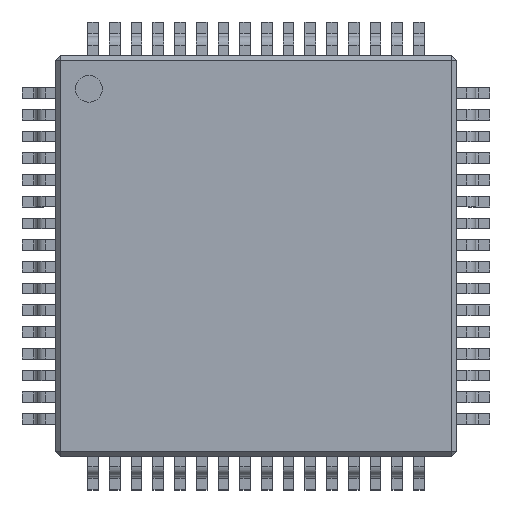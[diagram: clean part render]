
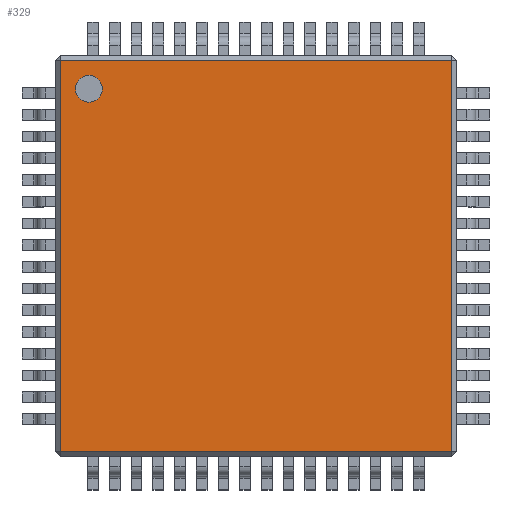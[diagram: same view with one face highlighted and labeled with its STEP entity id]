
A CAD part, top view. The second image highlights one B-rep face of the part: STEP entity #329.
In plain terms, the highlighted planar face has unit normal (0, 0, 1).
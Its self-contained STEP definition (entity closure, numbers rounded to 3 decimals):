
#13=DIRECTION('',(0.,0.,1.));
#14=DIRECTION('',(1.,0.,0.));
#128=VECTOR('',#129,1.);
#129=DIRECTION('',(0.,1.,0.));
#202=VERTEX_POINT('',#203);
#203=CARTESIAN_POINT('',(-5.85,-5.85,1.4));
#211=VERTEX_POINT('',#212);
#212=CARTESIAN_POINT('',(-5.85,5.85,1.4));
#217=ORIENTED_EDGE('',*,*,#218,.F.);
#218=EDGE_CURVE('',#202,#211,#219,.T.);
#219=LINE('',#220,#128);
#220=CARTESIAN_POINT('',(-5.85,-6.,1.4));
#286=VECTOR('',#14,1.);
#329=ADVANCED_FACE('',(#330,#348),#357,.T.);
#330=FACE_BOUND('',#331,.T.);
#331=EDGE_LOOP('',(#217,#332,#338,#344));
#332=ORIENTED_EDGE('',*,*,#333,.T.);
#333=EDGE_CURVE('',#202,#334,#336,.T.);
#334=VERTEX_POINT('',#335);
#335=CARTESIAN_POINT('',(5.85,-5.85,1.4));
#336=LINE('',#337,#286);
#337=CARTESIAN_POINT('',(-6.,-5.85,1.4));
#338=ORIENTED_EDGE('',*,*,#339,.T.);
#339=EDGE_CURVE('',#334,#340,#342,.T.);
#340=VERTEX_POINT('',#341);
#341=CARTESIAN_POINT('',(5.85,5.85,1.4));
#342=LINE('',#343,#128);
#343=CARTESIAN_POINT('',(5.85,-6.,1.4));
#344=ORIENTED_EDGE('',*,*,#345,.F.);
#345=EDGE_CURVE('',#211,#340,#346,.T.);
#346=LINE('',#347,#286);
#347=CARTESIAN_POINT('',(-6.,5.85,1.4));
#348=FACE_BOUND('',#349,.T.);
#349=EDGE_LOOP('',(#350));
#350=ORIENTED_EDGE('',*,*,#351,.F.);
#351=EDGE_CURVE('',#352,#352,#354,.T.);
#352=VERTEX_POINT('',#353);
#353=CARTESIAN_POINT('',(-4.6,5.,1.4));
#354=CIRCLE('',#355,0.4);
#355=AXIS2_PLACEMENT_3D('',#356,#13,#14);
#356=CARTESIAN_POINT('',(-5.,5.,1.4));
#357=PLANE('',#358);
#358=AXIS2_PLACEMENT_3D('',#359,#13,#14);
#359=CARTESIAN_POINT('',(-6.,-6.,1.4));
